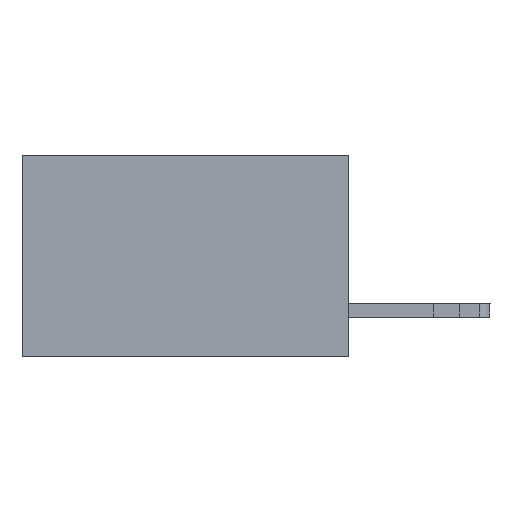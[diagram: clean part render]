
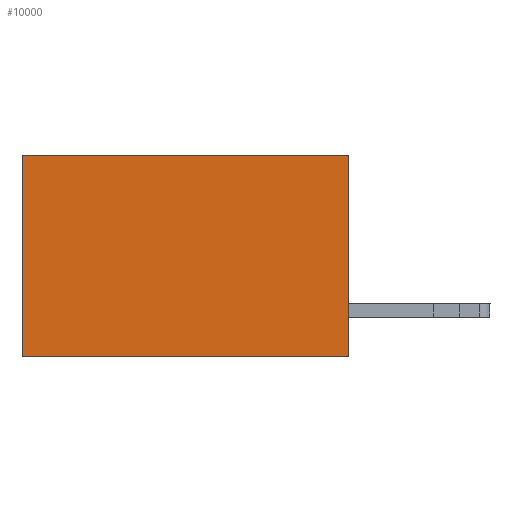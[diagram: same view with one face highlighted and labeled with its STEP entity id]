
A CAD part, left-side view. The second image highlights one B-rep face of the part: STEP entity #10000.
In plain terms, the highlighted planar face has unit normal (-1, 0, 0).
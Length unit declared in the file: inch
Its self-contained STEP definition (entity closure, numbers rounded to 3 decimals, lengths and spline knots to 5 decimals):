
#186 = VECTOR ( 'NONE', #2576, 39.37008 ) ;
#257 = CARTESIAN_POINT ( 'NONE',  ( 0.2615, 0., -0.37 ) ) ;
#926 = ORIENTED_EDGE ( 'NONE', *, *, #10197, .T. ) ;
#1047 = CARTESIAN_POINT ( 'NONE',  ( 0.2615, 0.6, -0.37 ) ) ;
#1060 = CARTESIAN_POINT ( 'NONE',  ( 0.2615, 0.6, -0.37 ) ) ;
#1256 = CARTESIAN_POINT ( 'NONE',  ( 0.2615, 0., -0.37 ) ) ;
#1439 = VECTOR ( 'NONE', #5780, 39.37008 ) ;
#1659 = EDGE_CURVE ( 'NONE', #6589, #10730, #7718, .T. ) ;
#1973 = LINE ( 'NONE', #1060, #1439 ) ;
#2323 = CARTESIAN_POINT ( 'NONE',  ( 0.2615, 0.6, 0. ) ) ;
#2373 = VECTOR ( 'NONE', #5846, 39.37008 ) ;
#2531 = CARTESIAN_POINT ( 'NONE',  ( 0.2615, 0., 0. ) ) ;
#2576 = DIRECTION ( 'NONE',  ( 0., 1., 0. ) ) ;
#3191 = ORIENTED_EDGE ( 'NONE', *, *, #9665, .T. ) ;
#3269 = DIRECTION ( 'NONE',  ( 1., 0., 0. ) ) ;
#3395 = LINE ( 'NONE', #10386, #8716 ) ;
#4364 = DIRECTION ( 'NONE',  ( 0., 0., -1. ) ) ;
#4747 = AXIS2_PLACEMENT_3D ( 'NONE', #1256, #3269, #5148 ) ;
#5148 = DIRECTION ( 'NONE',  ( 0., 0., -1. ) ) ;
#5290 = EDGE_LOOP ( 'NONE', ( #926, #10591, #12733, #3191 ) ) ;
#5780 = DIRECTION ( 'NONE',  ( 0., 0., -1. ) ) ;
#5846 = DIRECTION ( 'NONE',  ( 0., 1., 0. ) ) ;
#6589 = VERTEX_POINT ( 'NONE', #257 ) ;
#6858 = VERTEX_POINT ( 'NONE', #2531 ) ;
#7718 = LINE ( 'NONE', #9736, #2373 ) ;
#8716 = VECTOR ( 'NONE', #4364, 39.37008 ) ;
#9546 = VERTEX_POINT ( 'NONE', #2323 ) ;
#9665 = EDGE_CURVE ( 'NONE', #6858, #9546, #11453, .T. ) ;
#9736 = CARTESIAN_POINT ( 'NONE',  ( 0.2615, 0., -0.37 ) ) ;
#10000 = ADVANCED_FACE ( 'NONE', ( #12144 ), #10136, .F. ) ;
#10136 = PLANE ( 'NONE',  #4747 ) ;
#10197 = EDGE_CURVE ( 'NONE', #9546, #10730, #1973, .T. ) ;
#10386 = CARTESIAN_POINT ( 'NONE',  ( 0.2615, 0., -0.37 ) ) ;
#10591 = ORIENTED_EDGE ( 'NONE', *, *, #1659, .F. ) ;
#10730 = VERTEX_POINT ( 'NONE', #1047 ) ;
#11453 = LINE ( 'NONE', #12494, #186 ) ;
#11915 = EDGE_CURVE ( 'NONE', #6858, #6589, #3395, .T. ) ;
#12144 = FACE_OUTER_BOUND ( 'NONE', #5290, .T. ) ;
#12494 = CARTESIAN_POINT ( 'NONE',  ( 0.2615, 0., 0. ) ) ;
#12733 = ORIENTED_EDGE ( 'NONE', *, *, #11915, .F. ) ;
